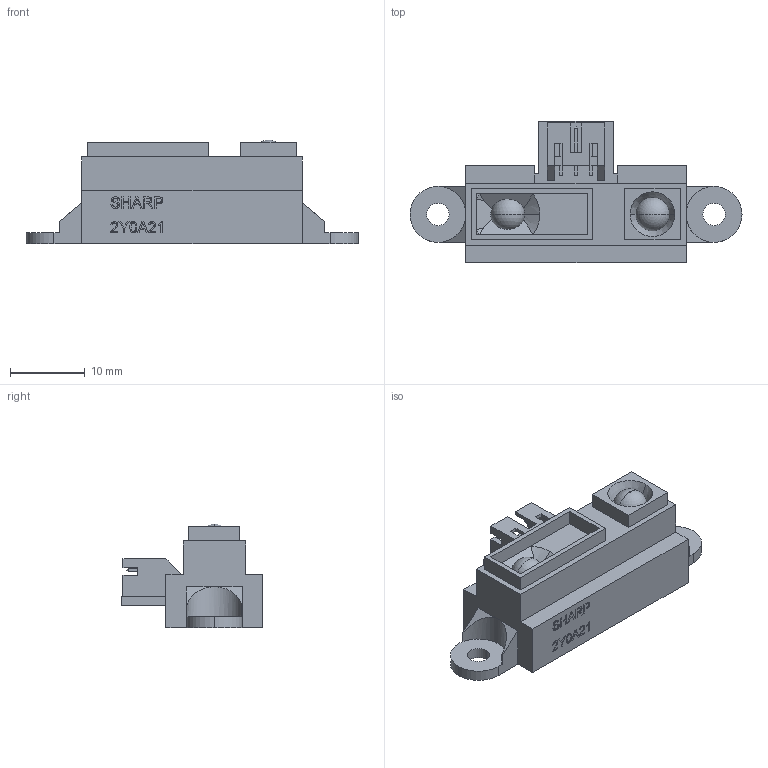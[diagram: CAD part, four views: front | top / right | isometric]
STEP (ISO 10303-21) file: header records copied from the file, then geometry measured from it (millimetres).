
FILE_DESCRIPTION (( 'STEP AP214' ), '1' );
FILE_NAME ('User Library-sharp.STEP', '2023-08-25T12:03:54', ( '' ), ( '' ), 'SwSTEP 2.0', 'SolidWorks 2022', '' );
FILE_SCHEMA (( 'AUTOMOTIVE_DESIGN' ));
Length unit declared in the file: millimetre
Products named in the file (3): sharp_Predeterminado; User Library-sharp; sharp elec_Predeterminado
Assembly tree (2 placements, depth 2):
  User Library-sharp
    sharp_Predeterminado
    sharp elec_Predeterminado
Bounding box: 44.5 x 19 x 13.9 mm (x, y, z)
Volume: 2699.6 mm3; surface area: 3791.4 mm2
Topology: 2 solids, 2 shells, 208 faces, 640 edges, 458 vertices
Faces by surface type: plane 185, cylinder 13, cone 6, sphere 2, torus 2
Entity records: 9414 total; most frequent: CARTESIAN_POINT 2269, ORIENTED_EDGE 1280, DIRECTION 1031, EDGE_CURVE 640, VECTOR 523, LINE 523, VERTEX_POINT 458, AXIS2_PLACEMENT_3D 254
